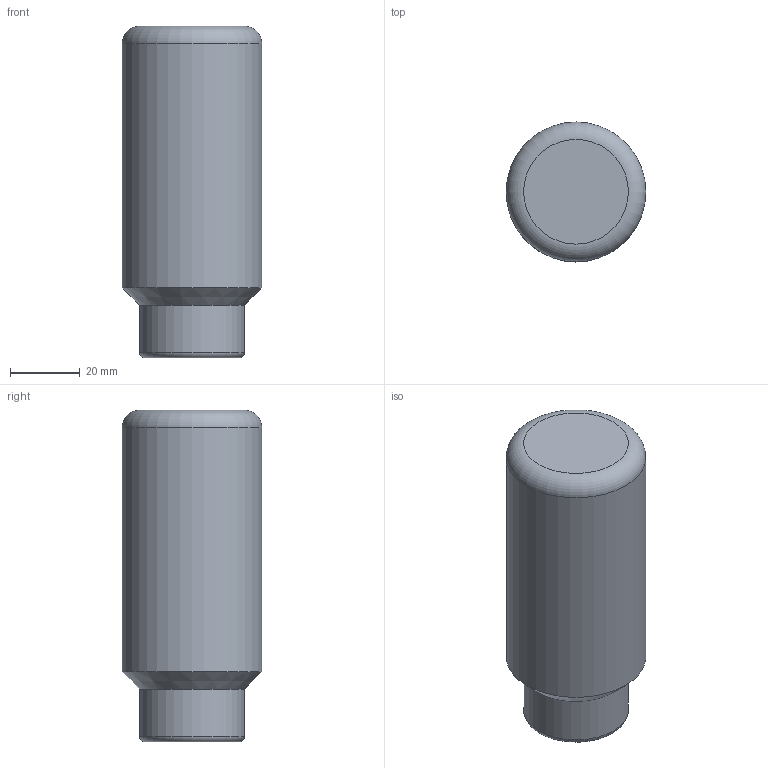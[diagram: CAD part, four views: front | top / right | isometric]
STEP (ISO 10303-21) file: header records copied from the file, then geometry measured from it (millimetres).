
FILE_DESCRIPTION(('FreeCAD Model'),'2;1');
FILE_NAME('Open CASCADE Shape Model','2026-01-08T02:44:28',('Author'),( ''),'Open CASCADE STEP processor 7.8','FreeCAD','Unknown');
FILE_SCHEMA(('AUTOMOTIVE_DESIGN { 1 0 10303 214 1 1 1 1 }'));
Length unit declared in the file: millimetre
Products named in the file (3): Sequential_Shift_Knob; 20mm; 80mm
Assembly tree (2 placements, depth 2):
  Sequential_Shift_Knob
    20mm
    80mm
Bounding box: 40 x 40 x 95 mm (x, y, z)
Volume: 110605.6 mm3; surface area: 16033.3 mm2
Topology: 2 solids, 2 shells, 66 faces, 131 edges, 69 vertices
Faces by surface type: bspline 42, cylinder 16, plane 5, torus 2, cone 1
Full cylindrical faces by diameter (mm): 10.5 x13, 30 x1, 40 x1
Entity records: 6543 total; most frequent: CARTESIAN_POINT 5457, ORIENTED_EDGE 262, EDGE_CURVE 131, DIRECTION 99, B_SPLINE_CURVE_WITH_KNOTS 98, VERTEX_POINT 69, FACE_BOUND 68, EDGE_LOOP 68
